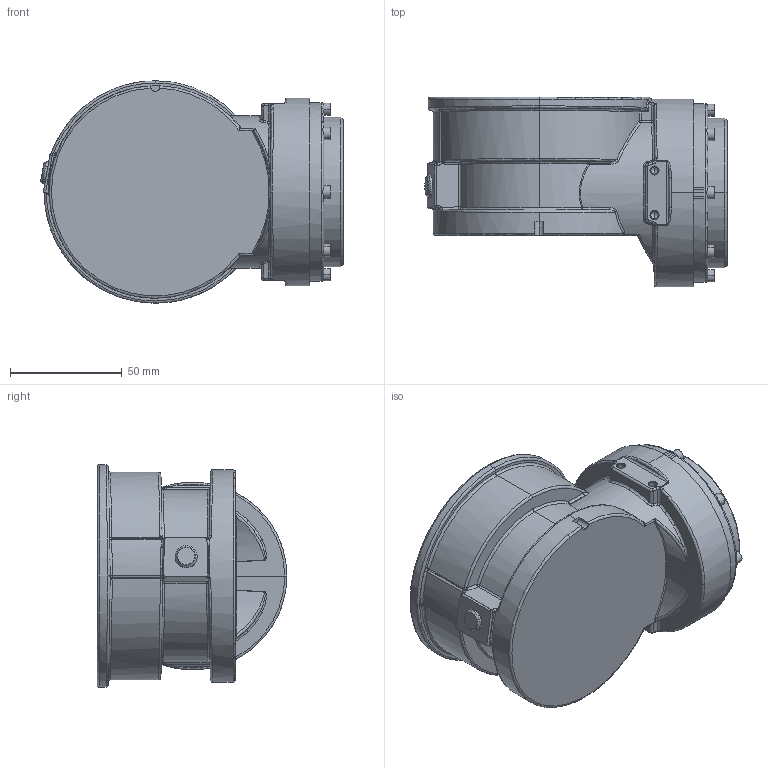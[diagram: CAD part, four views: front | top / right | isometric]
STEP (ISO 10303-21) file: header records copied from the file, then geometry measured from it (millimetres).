
FILE_DESCRIPTION (( 'STEP AP214' ), '1' );
FILE_NAME ('link5-IP40IP67CR.STEP', '2021-08-06T01:43:49', ( '' ), ( '' ), 'SwSTEP 2.0', 'SolidWorks 2018', '' );
FILE_SCHEMA (( 'AUTOMOTIVE_DESIGN' ));
Length unit declared in the file: millimetre
Products named in the file (1): link5-IP40IP67CR
Bounding box: 135.2 x 84.8 x 99.5 mm (x, y, z)
Volume: 586380.4 mm3; surface area: 62604 mm2
Topology: 2 solids, 3 shells, 424 faces, 1025 edges, 586 vertices
Faces by surface type: bspline 151, cylinder 141, plane 59, cone 40, sphere 18, torus 15
Entity records: 19127 total; most frequent: CARTESIAN_POINT 10516, ORIENTED_EDGE 1980, DIRECTION 1585, EDGE_CURVE 990, AXIS2_PLACEMENT_3D 667, VERTEX_POINT 586, EDGE_LOOP 448, ADVANCED_FACE 424
